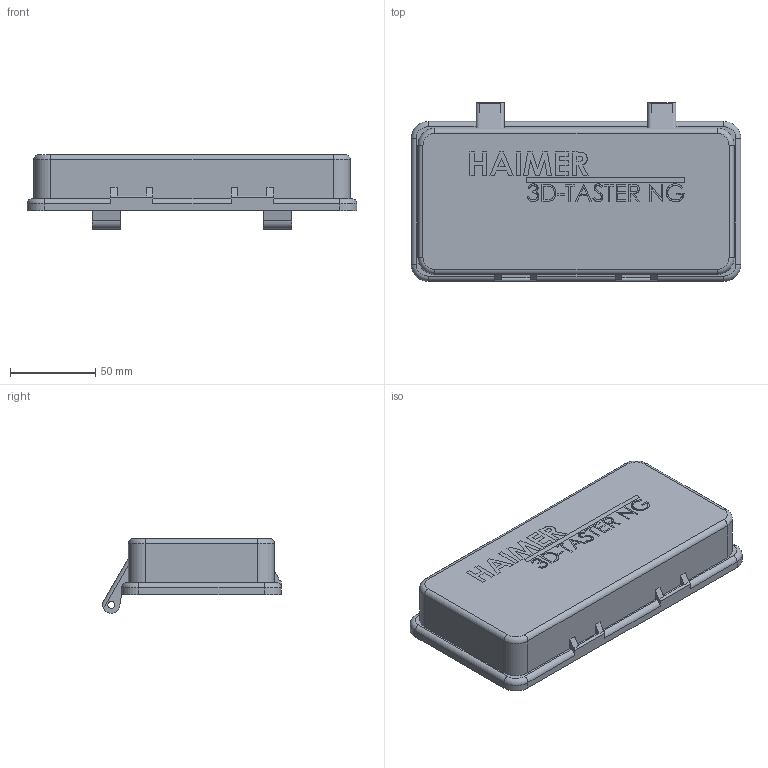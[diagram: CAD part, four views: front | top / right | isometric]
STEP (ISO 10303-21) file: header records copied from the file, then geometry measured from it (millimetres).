
FILE_DESCRIPTION (( 'STEP AP214' ), '1' );
FILE_NAME ('Haimer Case lid multi.STEP', '2024-12-24T07:39:36', ( '' ), ( '' ), 'SwSTEP 2.0', 'SolidWorks 2020', '' );
FILE_SCHEMA (( 'AUTOMOTIVE_DESIGN' ));
Length unit declared in the file: millimetre
Products named in the file (1): Haimer Case lid multi
Bounding box: 194 x 105.05 x 44.05 mm (x, y, z)
Volume: 126359.8 mm3; surface area: 80442.2 mm2
Topology: 2 solids, 2 shells, 551 faces, 1472 edges, 968 vertices
Faces by surface type: plane 389, bspline 108, cylinder 42, torus 8, sphere 4
Entity records: 22785 total; most frequent: CARTESIAN_POINT 9684, ORIENTED_EDGE 2936, DIRECTION 2220, EDGE_CURVE 1468, LINE 1156, VECTOR 1156, VERTEX_POINT 968, EDGE_LOOP 602
